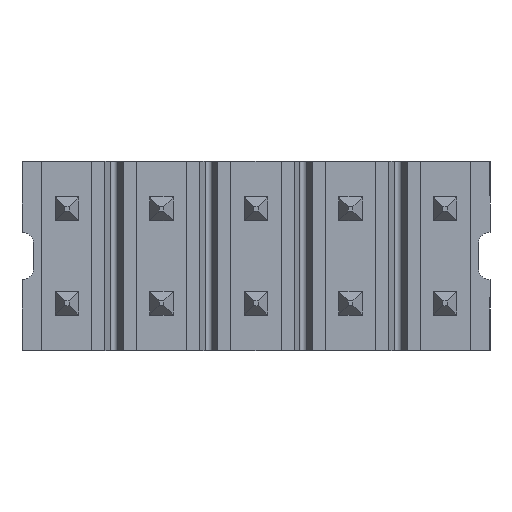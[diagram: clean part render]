
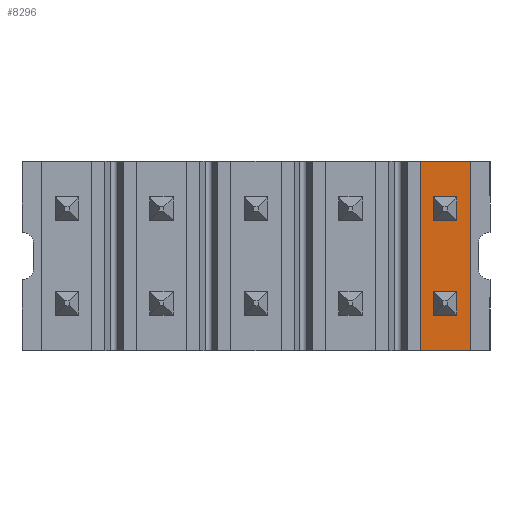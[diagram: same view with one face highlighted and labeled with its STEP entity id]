
A CAD part, front view. The second image highlights one B-rep face of the part: STEP entity #8296.
In plain terms, the highlighted planar face has unit normal (0, -1, 0).
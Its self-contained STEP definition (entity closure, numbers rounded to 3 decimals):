
#399 = EDGE_CURVE ( 'NONE', #5115, #4547, #7564, .T. ) ;
#462 = EDGE_CURVE ( 'NONE', #3025, #2010, #6902, .T. ) ;
#501 = VERTEX_POINT ( 'NONE', #6963 ) ;
#520 = VECTOR ( 'NONE', #4769, 1000. ) ;
#660 = DIRECTION ( 'NONE',  ( 0., 0., -1. ) ) ;
#732 = DIRECTION ( 'NONE',  ( 1., 0., 0. ) ) ;
#786 = CARTESIAN_POINT ( 'NONE',  ( 4.25, -0.6, 0.75 ) ) ;
#958 = DIRECTION ( 'NONE',  ( 0., 0., -1. ) ) ;
#1090 = EDGE_LOOP ( 'NONE', ( #3838, #7271, #2825, #2145 ) ) ;
#1217 = LINE ( 'NONE', #4941, #520 ) ;
#1278 = CARTESIAN_POINT ( 'NONE',  ( 3.75, -0.6, 1.25 ) ) ;
#1430 = CARTESIAN_POINT ( 'NONE',  ( 4.53, -0.6, 2. ) ) ;
#1765 = LINE ( 'NONE', #7999, #7305 ) ;
#1845 = VERTEX_POINT ( 'NONE', #9403 ) ;
#1922 = CARTESIAN_POINT ( 'NONE',  ( 4.25, -0.6, -0.75 ) ) ;
#2004 = LINE ( 'NONE', #6358, #11216 ) ;
#2010 = VERTEX_POINT ( 'NONE', #10886 ) ;
#2145 = ORIENTED_EDGE ( 'NONE', *, *, #4440, .F. ) ;
#2246 = VERTEX_POINT ( 'NONE', #1430 ) ;
#2275 = CARTESIAN_POINT ( 'NONE',  ( 4.25, -0.6, 0.75 ) ) ;
#2384 = ORIENTED_EDGE ( 'NONE', *, *, #2664, .F. ) ;
#2552 = LINE ( 'NONE', #786, #11205 ) ;
#2616 = DIRECTION ( 'NONE',  ( 1., 0., 0. ) ) ;
#2663 = VERTEX_POINT ( 'NONE', #9280 ) ;
#2664 = EDGE_CURVE ( 'NONE', #501, #2246, #1217, .T. ) ;
#2682 = LINE ( 'NONE', #7982, #3948 ) ;
#2825 = ORIENTED_EDGE ( 'NONE', *, *, #399, .F. ) ;
#2865 = DIRECTION ( 'NONE',  ( 0., 0., -1. ) ) ;
#2883 = EDGE_CURVE ( 'NONE', #8250, #501, #2004, .T. ) ;
#3025 = VERTEX_POINT ( 'NONE', #11380 ) ;
#3035 = CARTESIAN_POINT ( 'NONE',  ( 3.75, -0.6, -1.25 ) ) ;
#3102 = VECTOR ( 'NONE', #660, 1000. ) ;
#3216 = VERTEX_POINT ( 'NONE', #1922 ) ;
#3627 = CARTESIAN_POINT ( 'NONE',  ( 4.25, -0.6, -1.25 ) ) ;
#3631 = DIRECTION ( 'NONE',  ( 0., 0., -1. ) ) ;
#3793 = ORIENTED_EDGE ( 'NONE', *, *, #462, .F. ) ;
#3838 = ORIENTED_EDGE ( 'NONE', *, *, #10665, .T. ) ;
#3948 = VECTOR ( 'NONE', #958, 1000. ) ;
#4178 = ORIENTED_EDGE ( 'NONE', *, *, #2883, .F. ) ;
#4440 = EDGE_CURVE ( 'NONE', #3216, #5115, #1765, .T. ) ;
#4451 = DIRECTION ( 'NONE',  ( -1., 0., 0. ) ) ;
#4547 = VERTEX_POINT ( 'NONE', #9255 ) ;
#4555 = CARTESIAN_POINT ( 'NONE',  ( 4.53, -0.6, -2. ) ) ;
#4575 = ORIENTED_EDGE ( 'NONE', *, *, #7122, .T. ) ;
#4652 = VERTEX_POINT ( 'NONE', #3627 ) ;
#4769 = DIRECTION ( 'NONE',  ( 1., 0., 0. ) ) ;
#4819 = PLANE ( 'NONE',  #8237 ) ;
#4883 = FACE_BOUND ( 'NONE', #10408, .T. ) ;
#4941 = CARTESIAN_POINT ( 'NONE',  ( -4.95, -0.6, 2. ) ) ;
#4992 = CARTESIAN_POINT ( 'NONE',  ( 3.47, -0.6, -2. ) ) ;
#5115 = VERTEX_POINT ( 'NONE', #11162 ) ;
#5160 = VECTOR ( 'NONE', #2616, 1000. ) ;
#5253 = LINE ( 'NONE', #8033, #5160 ) ;
#5302 = LINE ( 'NONE', #6954, #3102 ) ;
#5847 = EDGE_CURVE ( 'NONE', #1845, #2010, #2552, .T. ) ;
#6089 = CARTESIAN_POINT ( 'NONE',  ( 3.47, -0.6, 1.25 ) ) ;
#6304 = EDGE_CURVE ( 'NONE', #4547, #4652, #6418, .T. ) ;
#6358 = CARTESIAN_POINT ( 'NONE',  ( 3.47, -0.6, -2. ) ) ;
#6418 = LINE ( 'NONE', #10056, #11197 ) ;
#6426 = VECTOR ( 'NONE', #2865, 1000. ) ;
#6440 = VECTOR ( 'NONE', #3631, 1000. ) ;
#6501 = EDGE_LOOP ( 'NONE', ( #4575, #8504, #2384, #4178 ) ) ;
#6526 = DIRECTION ( 'NONE',  ( 0., 1., 0. ) ) ;
#6902 = LINE ( 'NONE', #2275, #11544 ) ;
#6954 = CARTESIAN_POINT ( 'NONE',  ( 3.75, -0.6, 0.75 ) ) ;
#6963 = CARTESIAN_POINT ( 'NONE',  ( 3.47, -0.6, 2. ) ) ;
#7122 = EDGE_CURVE ( 'NONE', #8250, #2663, #5253, .T. ) ;
#7161 = EDGE_CURVE ( 'NONE', #9473, #3025, #5302, .T. ) ;
#7271 = ORIENTED_EDGE ( 'NONE', *, *, #6304, .F. ) ;
#7305 = VECTOR ( 'NONE', #4451, 1000. ) ;
#7474 = CARTESIAN_POINT ( 'NONE',  ( 3.47, -0.6, -2. ) ) ;
#7564 = LINE ( 'NONE', #3035, #6426 ) ;
#7909 = EDGE_CURVE ( 'NONE', #1845, #9473, #9602, .T. ) ;
#7982 = CARTESIAN_POINT ( 'NONE',  ( 4.25, -0.6, -1.25 ) ) ;
#7999 = CARTESIAN_POINT ( 'NONE',  ( 3.47, -0.6, -0.75 ) ) ;
#8028 = VECTOR ( 'NONE', #9722, 1000. ) ;
#8033 = CARTESIAN_POINT ( 'NONE',  ( -4.95, -0.6, -2. ) ) ;
#8172 = LINE ( 'NONE', #4555, #6440 ) ;
#8237 = AXIS2_PLACEMENT_3D ( 'NONE', #7474, #6526, #9274 ) ;
#8250 = VERTEX_POINT ( 'NONE', #4992 ) ;
#8296 = ADVANCED_FACE ( 'NONE', ( #11222, #4883, #10234 ), #4819, .F. ) ;
#8504 = ORIENTED_EDGE ( 'NONE', *, *, #11038, .F. ) ;
#8771 = ORIENTED_EDGE ( 'NONE', *, *, #7161, .F. ) ;
#9255 = CARTESIAN_POINT ( 'NONE',  ( 3.75, -0.6, -1.25 ) ) ;
#9274 = DIRECTION ( 'NONE',  ( 0., 0., 1. ) ) ;
#9280 = CARTESIAN_POINT ( 'NONE',  ( 4.53, -0.6, -2. ) ) ;
#9374 = DIRECTION ( 'NONE',  ( 1., 0., 0. ) ) ;
#9392 = ORIENTED_EDGE ( 'NONE', *, *, #5847, .T. ) ;
#9403 = CARTESIAN_POINT ( 'NONE',  ( 4.25, -0.6, 1.25 ) ) ;
#9466 = DIRECTION ( 'NONE',  ( 0., 0., -1. ) ) ;
#9473 = VERTEX_POINT ( 'NONE', #1278 ) ;
#9602 = LINE ( 'NONE', #6089, #8028 ) ;
#9722 = DIRECTION ( 'NONE',  ( -1., 0., 0. ) ) ;
#10056 = CARTESIAN_POINT ( 'NONE',  ( 4.25, -0.6, -1.25 ) ) ;
#10234 = FACE_BOUND ( 'NONE', #1090, .T. ) ;
#10408 = EDGE_LOOP ( 'NONE', ( #9392, #3793, #8771, #10588 ) ) ;
#10588 = ORIENTED_EDGE ( 'NONE', *, *, #7909, .F. ) ;
#10665 = EDGE_CURVE ( 'NONE', #3216, #4652, #2682, .T. ) ;
#10886 = CARTESIAN_POINT ( 'NONE',  ( 4.25, -0.6, 0.75 ) ) ;
#11038 = EDGE_CURVE ( 'NONE', #2246, #2663, #8172, .T. ) ;
#11107 = DIRECTION ( 'NONE',  ( 0., 0., 1. ) ) ;
#11162 = CARTESIAN_POINT ( 'NONE',  ( 3.75, -0.6, -0.75 ) ) ;
#11197 = VECTOR ( 'NONE', #9374, 1000. ) ;
#11205 = VECTOR ( 'NONE', #9466, 1000. ) ;
#11216 = VECTOR ( 'NONE', #11107, 1000. ) ;
#11222 = FACE_OUTER_BOUND ( 'NONE', #6501, .T. ) ;
#11380 = CARTESIAN_POINT ( 'NONE',  ( 3.75, -0.6, 0.75 ) ) ;
#11544 = VECTOR ( 'NONE', #732, 1000. ) ;
